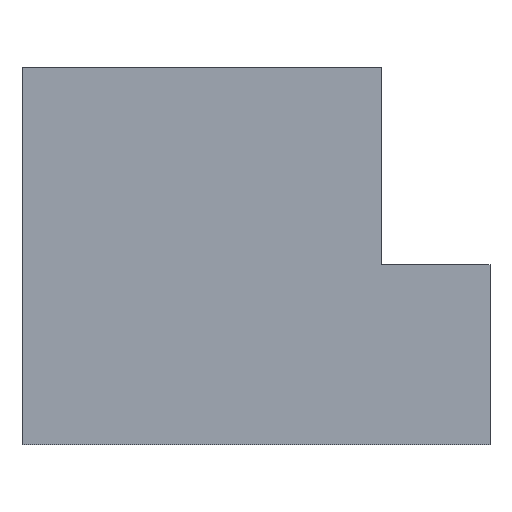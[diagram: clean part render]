
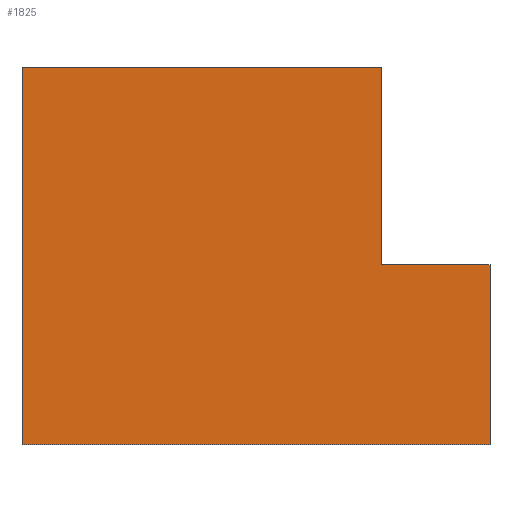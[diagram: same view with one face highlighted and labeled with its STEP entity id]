
A CAD part, front view. The second image highlights one B-rep face of the part: STEP entity #1825.
In plain terms, the highlighted planar face has unit normal (0, -1, 0).
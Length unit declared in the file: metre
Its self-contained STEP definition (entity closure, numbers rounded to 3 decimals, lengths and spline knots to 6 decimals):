
#225=ORIENTED_EDGE('',*,*,#706,.T.);
#226=ORIENTED_EDGE('',*,*,#699,.T.);
#227=ORIENTED_EDGE('',*,*,#707,.T.);
#228=ORIENTED_EDGE('',*,*,#708,.T.);
#229=ORIENTED_EDGE('',*,*,#709,.F.);
#230=ORIENTED_EDGE('',*,*,#710,.F.);
#699=EDGE_CURVE('',#933,#936,#1120,.T.);
#706=EDGE_CURVE('',#943,#933,#1127,.T.);
#707=EDGE_CURVE('',#936,#944,#1128,.T.);
#708=EDGE_CURVE('',#944,#945,#1129,.T.);
#709=EDGE_CURVE('',#946,#945,#1130,.T.);
#710=EDGE_CURVE('',#943,#946,#1131,.T.);
#933=VERTEX_POINT('',#2820);
#936=VERTEX_POINT('',#2825);
#943=VERTEX_POINT('',#2841);
#944=VERTEX_POINT('',#2843);
#945=VERTEX_POINT('',#2845);
#946=VERTEX_POINT('',#2847);
#1120=LINE('',#2826,#1329);
#1127=LINE('',#2840,#1336);
#1128=LINE('',#2842,#1337);
#1129=LINE('',#2844,#1338);
#1130=LINE('',#2846,#1339);
#1131=LINE('',#2848,#1340);
#1329=VECTOR('',#2246,1.);
#1336=VECTOR('',#2255,1.);
#1337=VECTOR('',#2256,1.);
#1338=VECTOR('',#2257,1.);
#1339=VECTOR('',#2258,1.);
#1340=VECTOR('',#2259,1.);
#1468=EDGE_LOOP('',(#225,#226,#227,#228,#229,#230));
#1609=FACE_BOUND('',#1468,.T.);
#1743=PLANE('',#1972);
#1825=ADVANCED_FACE('',(#1609),#1743,.T.);
#1972=AXIS2_PLACEMENT_3D('',#2839,#2253,#2254);
#2246=DIRECTION('',(0.,0.,1.));
#2253=DIRECTION('',(0.,-1.,0.));
#2254=DIRECTION('',(1.,0.,0.));
#2255=DIRECTION('',(-1.,0.,0.));
#2256=DIRECTION('',(-1.,0.,0.));
#2257=DIRECTION('',(0.,0.,-1.));
#2258=DIRECTION('',(-1.,0.,0.));
#2259=DIRECTION('',(0.,0.,-1.));
#2820=CARTESIAN_POINT('',(-0.021788,0.003392,0.0124));
#2825=CARTESIAN_POINT('',(-0.021788,0.003392,0.026));
#2826=CARTESIAN_POINT('',(-0.021788,0.003392,0.0124));
#2839=CARTESIAN_POINT('',(-0.030441,0.003392,0.026));
#2840=CARTESIAN_POINT('',(-0.030441,0.003392,0.0124));
#2841=CARTESIAN_POINT('',(-0.014318,0.003392,0.0124));
#2842=CARTESIAN_POINT('',(-0.030441,0.003392,0.026));
#2843=CARTESIAN_POINT('',(-0.046564,0.003392,0.026));
#2844=CARTESIAN_POINT('',(-0.046564,0.003392,0.026));
#2845=CARTESIAN_POINT('',(-0.046564,0.003392,0.));
#2846=CARTESIAN_POINT('',(-0.030441,0.003392,0.));
#2847=CARTESIAN_POINT('',(-0.014318,0.003392,0.));
#2848=CARTESIAN_POINT('',(-0.014318,0.003392,0.026));
